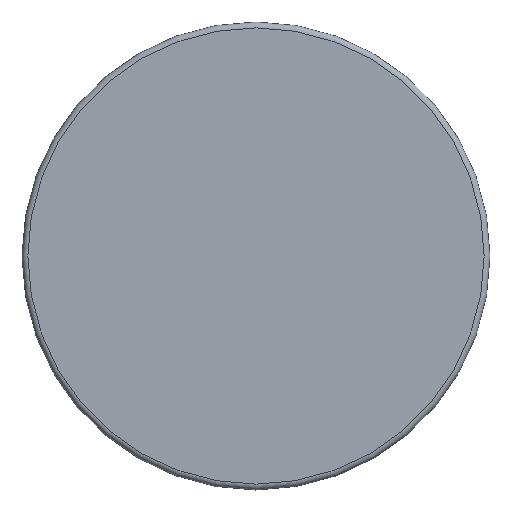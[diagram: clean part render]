
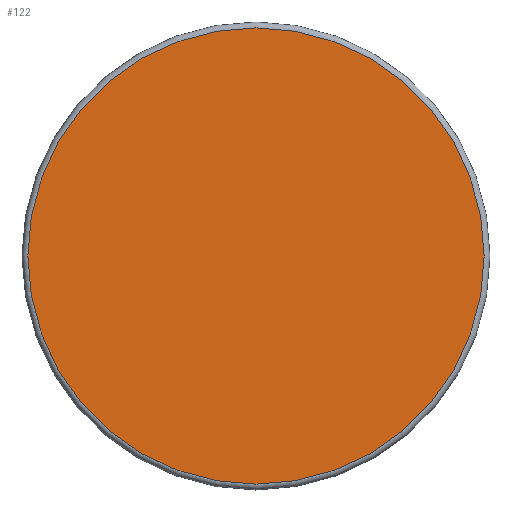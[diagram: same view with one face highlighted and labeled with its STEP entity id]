
A CAD part, left-side view. The second image highlights one B-rep face of the part: STEP entity #122.
In plain terms, the highlighted planar face has unit normal (-1, 0, 0).
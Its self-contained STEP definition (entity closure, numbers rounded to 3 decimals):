
#104=PLANE('',#272);
#122=ADVANCED_FACE('',(#130),#104,.F.);
#130=FACE_OUTER_BOUND('',#156,.T.);
#156=EDGE_LOOP('',(#182));
#182=ORIENTED_EDGE('',*,*,#195,.F.);
#195=EDGE_CURVE('',#244,#244,#208,.T.);
#208=CIRCLE('',#270,39.);
#244=VERTEX_POINT('',#368);
#270=AXIS2_PLACEMENT_3D('',#367,#323,#324);
#272=AXIS2_PLACEMENT_3D('',#370,#327,#328);
#323=DIRECTION('',(1.,0.,0.));
#324=DIRECTION('',(0.,0.,-1.));
#327=DIRECTION('',(1.,0.,0.));
#328=DIRECTION('',(0.,0.,-1.));
#367=CARTESIAN_POINT('',(170.,135.,0.));
#368=CARTESIAN_POINT('',(170.,135.,-39.));
#370=CARTESIAN_POINT('',(170.,135.,0.));
